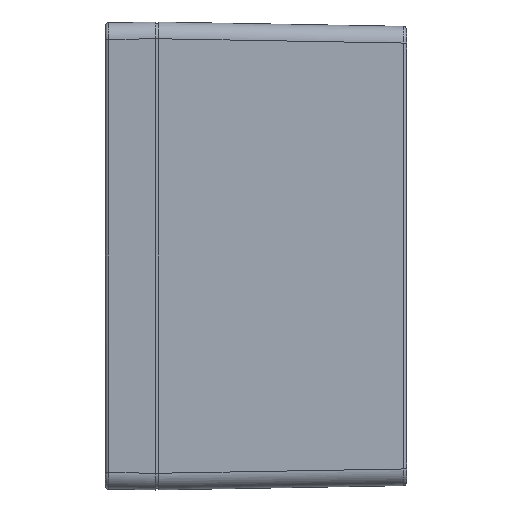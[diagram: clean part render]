
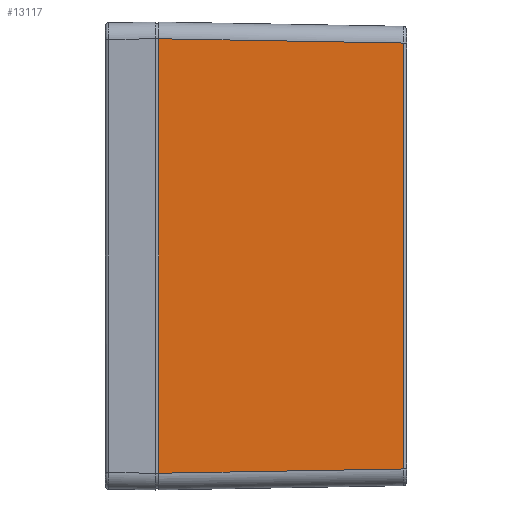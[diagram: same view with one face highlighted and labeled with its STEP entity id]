
A CAD part, left-side view. The second image highlights one B-rep face of the part: STEP entity #13117.
In plain terms, the highlighted planar face has unit normal (-1, -0.018, 0).
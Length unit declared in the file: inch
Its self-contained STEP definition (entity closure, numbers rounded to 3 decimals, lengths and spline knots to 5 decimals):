
#543 = CARTESIAN_POINT ( 'NONE',  ( -2.75522, -0.03937, -2.5584 ) ) ;
#777 = AXIS2_PLACEMENT_3D ( 'NONE', #12174, #36285, #60448 ) ;
#2534 = DIRECTION ( 'NONE',  ( 0., 0., -1. ) ) ;
#4104 = LINE ( 'NONE', #16330, #45842 ) ;
#7924 = ORIENTED_EDGE ( 'NONE', *, *, #47784, .T. ) ;
#8003 = CARTESIAN_POINT ( 'NONE',  ( -2.70497, -2.91801, -2.50815 ) ) ;
#8755 = VECTOR ( 'NONE', #54979, 39.37008 ) ;
#11229 = LINE ( 'NONE', #543, #74426 ) ;
#12174 = CARTESIAN_POINT ( 'NONE',  ( -2.75591, 0., -2.75591 ) ) ;
#13117 = ADVANCED_FACE ( 'NONE', ( #27064 ), #18088, .T. ) ;
#15550 = DIRECTION ( 'NONE',  ( 0., 0., -1. ) ) ;
#16330 = CARTESIAN_POINT ( 'NONE',  ( -2.75522, -0.03937, -2.75591 ) ) ;
#18088 = PLANE ( 'NONE',  #777 ) ;
#19262 = ORIENTED_EDGE ( 'NONE', *, *, #19626, .F. ) ;
#19626 = EDGE_CURVE ( 'NONE', #66369, #48010, #56680, .T. ) ;
#22289 = CARTESIAN_POINT ( 'NONE',  ( -2.70497, -2.91801, 2.50815 ) ) ;
#22981 = CARTESIAN_POINT ( 'NONE',  ( -2.75522, -0.03937, 2.5584 ) ) ;
#24546 = CARTESIAN_POINT ( 'NONE',  ( -2.70497, -2.91801, 2.50815 ) ) ;
#26907 = CARTESIAN_POINT ( 'NONE',  ( -2.75522, -0.03937, -2.5584 ) ) ;
#27064 = FACE_OUTER_BOUND ( 'NONE', #74693, .T. ) ;
#31102 = VERTEX_POINT ( 'NONE', #26907 ) ;
#36285 = DIRECTION ( 'NONE',  ( -1., -0.017, 0. ) ) ;
#37308 = VERTEX_POINT ( 'NONE', #22981 ) ;
#37934 = EDGE_CURVE ( 'NONE', #31102, #48010, #11229, .T. ) ;
#38951 = EDGE_CURVE ( 'NONE', #66369, #37308, #54207, .T. ) ;
#38955 = ORIENTED_EDGE ( 'NONE', *, *, #38951, .T. ) ;
#45842 = VECTOR ( 'NONE', #15550, 39.37008 ) ;
#47784 = EDGE_CURVE ( 'NONE', #37308, #31102, #4104, .T. ) ;
#48010 = VERTEX_POINT ( 'NONE', #8003 ) ;
#54207 = LINE ( 'NONE', #24546, #8755 ) ;
#54979 = DIRECTION ( 'NONE',  ( -0.017, 1., 0.017 ) ) ;
#56680 = LINE ( 'NONE', #68197, #68209 ) ;
#58781 = ORIENTED_EDGE ( 'NONE', *, *, #37934, .T. ) ;
#60448 = DIRECTION ( 'NONE',  ( 0.017, -1., 0. ) ) ;
#65431 = DIRECTION ( 'NONE',  ( 0.017, -1., 0.017 ) ) ;
#66369 = VERTEX_POINT ( 'NONE', #22289 ) ;
#68197 = CARTESIAN_POINT ( 'NONE',  ( -2.70497, -2.91801, -1.37795 ) ) ;
#68209 = VECTOR ( 'NONE', #2534, 39.37008 ) ;
#74426 = VECTOR ( 'NONE', #65431, 39.37008 ) ;
#74693 = EDGE_LOOP ( 'NONE', ( #7924, #58781, #19262, #38955 ) ) ;
